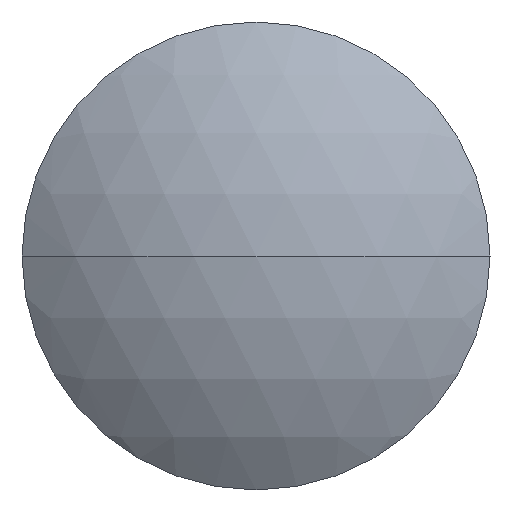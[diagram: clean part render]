
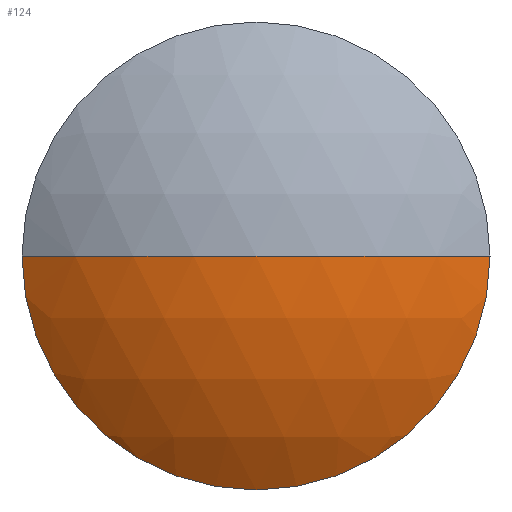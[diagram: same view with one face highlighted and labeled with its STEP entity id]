
A CAD part, left-side view. The second image highlights one B-rep face of the part: STEP entity #124.
In plain terms, the highlighted spherical face has radius 4.202 mm.
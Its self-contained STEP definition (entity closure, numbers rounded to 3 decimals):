
#5 = CARTESIAN_POINT ( 'NONE',  ( 16.519, 7.07, 0. ) ) ;
#20 = AXIS2_PLACEMENT_3D ( 'NONE', #95, #27, #259 ) ;
#21 = VERTEX_POINT ( 'NONE', #74 ) ;
#27 = DIRECTION ( 'NONE',  ( 0., 0., -1. ) ) ;
#30 = DIRECTION ( 'NONE',  ( 0., 1., 0. ) ) ;
#45 = EDGE_CURVE ( 'NONE', #286, #102, #300, .T. ) ;
#49 = DIRECTION ( 'NONE',  ( 0., 0., -1. ) ) ;
#51 = AXIS2_PLACEMENT_3D ( 'NONE', #81, #101, #262 ) ;
#52 = AXIS2_PLACEMENT_3D ( 'NONE', #234, #221, #104 ) ;
#59 = FACE_OUTER_BOUND ( 'NONE', #202, .T. ) ;
#68 = ORIENTED_EDGE ( 'NONE', *, *, #258, .F. ) ;
#74 = CARTESIAN_POINT ( 'NONE',  ( 16.519, 12.07, 0. ) ) ;
#77 = CARTESIAN_POINT ( 'NONE',  ( 19.897, 9.57, 0. ) ) ;
#81 = CARTESIAN_POINT ( 'NONE',  ( 19.897, 9.57, 0. ) ) ;
#95 = CARTESIAN_POINT ( 'NONE',  ( 19.897, 9.57, 0. ) ) ;
#101 = DIRECTION ( 'NONE',  ( 0., 0., 1. ) ) ;
#102 = VERTEX_POINT ( 'NONE', #303 ) ;
#104 = DIRECTION ( 'NONE',  ( 0., -1., 0. ) ) ;
#115 = CIRCLE ( 'NONE', #52, 2.5 ) ;
#118 = SPHERICAL_SURFACE ( 'NONE', #20, 4.202 ) ;
#124 = ADVANCED_FACE ( 'NONE', ( #59 ), #118, .T. ) ;
#125 = ORIENTED_EDGE ( 'NONE', *, *, #45, .T. ) ;
#127 = EDGE_CURVE ( 'NONE', #21, #286, #115, .T. ) ;
#173 = ORIENTED_EDGE ( 'NONE', *, *, #127, .T. ) ;
#202 = EDGE_LOOP ( 'NONE', ( #173, #125, #68 ) ) ;
#221 = DIRECTION ( 'NONE',  ( -1., 0., 0. ) ) ;
#226 = AXIS2_PLACEMENT_3D ( 'NONE', #77, #49, #30 ) ;
#234 = CARTESIAN_POINT ( 'NONE',  ( 16.519, 9.57, 0. ) ) ;
#251 = CIRCLE ( 'NONE', #51, 4.202 ) ;
#258 = EDGE_CURVE ( 'NONE', #21, #102, #251, .T. ) ;
#259 = DIRECTION ( 'NONE',  ( 0., 1., 0. ) ) ;
#262 = DIRECTION ( 'NONE',  ( 1., 0., 0. ) ) ;
#286 = VERTEX_POINT ( 'NONE', #5 ) ;
#300 = CIRCLE ( 'NONE', #226, 4.202 ) ;
#303 = CARTESIAN_POINT ( 'NONE',  ( 15.695, 9.57, 0. ) ) ;
